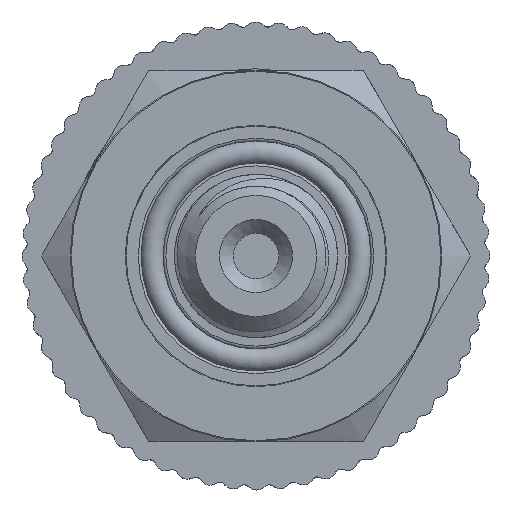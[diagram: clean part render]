
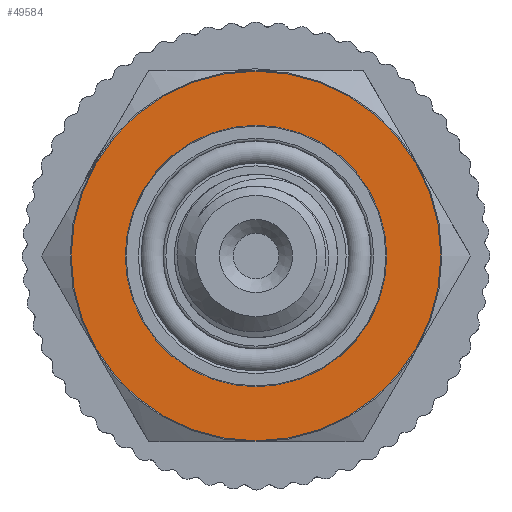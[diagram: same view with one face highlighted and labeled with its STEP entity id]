
A CAD part, left-side view. The second image highlights one B-rep face of the part: STEP entity #49584.
In plain terms, the highlighted planar face has unit normal (-1, 0, 0).
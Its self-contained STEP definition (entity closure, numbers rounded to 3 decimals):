
#550=PLANE('',#52227);
#2996=FACE_BOUND('',#6058,.T.);
#3348=FACE_OUTER_BOUND('',#6057,.T.);
#6057=EDGE_LOOP('',(#34544));
#6058=EDGE_LOOP('',(#34545));
#8561=CIRCLE('',#52228,13.425);
#8562=CIRCLE('',#52229,9.5);
#20360=VERTEX_POINT('',#83305);
#20361=VERTEX_POINT('',#83307);
#25864=EDGE_CURVE('',#20360,#20360,#8561,.T.);
#25865=EDGE_CURVE('',#20361,#20361,#8562,.T.);
#34544=ORIENTED_EDGE('',*,*,#25864,.F.);
#34545=ORIENTED_EDGE('',*,*,#25865,.T.);
#49584=ADVANCED_FACE('',(#3348,#2996),#550,.F.);
#52227=AXIS2_PLACEMENT_3D('',#83304,#56974,#56975);
#52228=AXIS2_PLACEMENT_3D('',#83306,#56976,#56977);
#52229=AXIS2_PLACEMENT_3D('',#83308,#56978,#56979);
#56974=DIRECTION('center_axis',(1.,0.,0.));
#56975=DIRECTION('ref_axis',(0.,0.,-1.));
#56976=DIRECTION('center_axis',(1.,0.,0.));
#56977=DIRECTION('ref_axis',(0.,1.,0.));
#56978=DIRECTION('center_axis',(1.,0.,0.));
#56979=DIRECTION('ref_axis',(0.,0.,-1.));
#83304=CARTESIAN_POINT('Origin',(-48.,9.5,0.));
#83305=CARTESIAN_POINT('',(-48.,-13.425,0.));
#83306=CARTESIAN_POINT('Origin',(-48.,0.,0.));
#83307=CARTESIAN_POINT('',(-48.,-9.5,0.));
#83308=CARTESIAN_POINT('Origin',(-48.,0.,0.));
